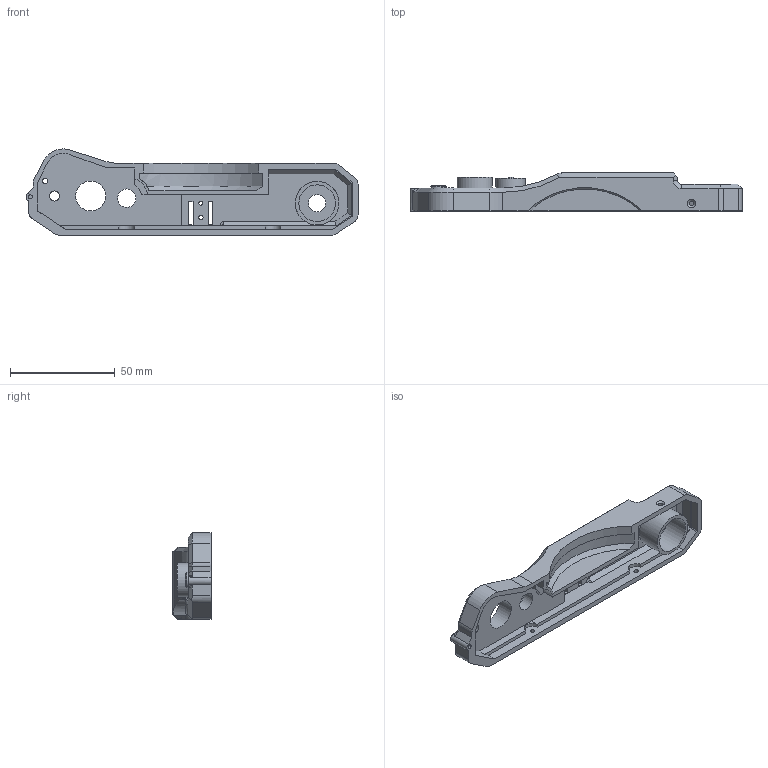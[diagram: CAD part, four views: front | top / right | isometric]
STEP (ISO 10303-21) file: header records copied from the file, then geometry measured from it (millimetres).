
FILE_DESCRIPTION(/* description */ (''),/* implementation_level */ '2;1');
FILE_NAME(/* name */ 'top plate.step',/* time_stamp */ '2020-06-08T16:45:29+02:00',/* author */ (''),/* organization */ (''),/* preprocessor_version */ 'ST-DEVELOPER v18.1',/* originating_system */ 'Autodesk Translation Framework v9.3.0.1241',/* authorisation */ '');
FILE_SCHEMA (('AUTOMOTIVE_DESIGN { 1 0 10303 214 3 1 1 }'));
Length unit declared in the file: millimetre
Products named in the file (1): top plate
Bounding box: 158.5 x 18.16 x 41.17 mm (x, y, z)
Volume: 34012.6 mm3; surface area: 21853.9 mm2
Topology: 1 solids, 2 shells, 239 faces, 648 edges, 419 vertices
Faces by surface type: plane 131, cylinder 47, bspline 42, cone 17, torus 2
Full cylindrical faces by diameter (mm): 2 x3, 2.2 x3, 2.6 x1, 4.8 x1, 7.5 x1, 8.3 x1, 8.8 x1, 12.3 x1, 14.1 x1, 14.3 x1, 16.7 x1, 17.5 x1
Entity records: 7849 total; most frequent: CARTESIAN_POINT 2071, ORIENTED_EDGE 1296, DIRECTION 1071, EDGE_CURVE 648, LINE 423, VECTOR 423, VERTEX_POINT 419, AXIS2_PLACEMENT_3D 324
